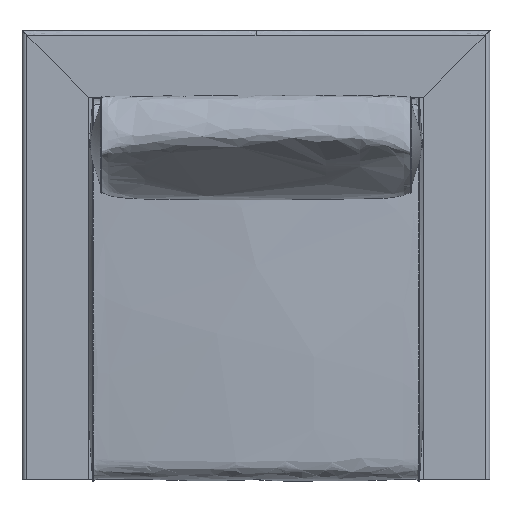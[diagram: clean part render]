
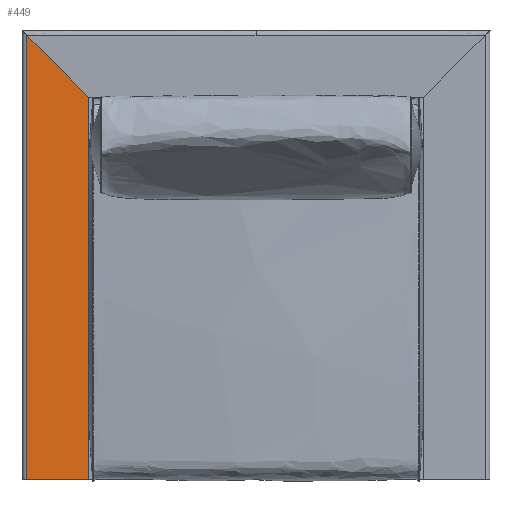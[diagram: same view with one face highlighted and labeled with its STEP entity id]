
A CAD part, top view. The second image highlights one B-rep face of the part: STEP entity #449.
In plain terms, the highlighted planar face has unit normal (0, 0, 1).
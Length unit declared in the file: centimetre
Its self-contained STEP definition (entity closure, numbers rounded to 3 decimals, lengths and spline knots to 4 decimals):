
#449=ADVANCED_FACE('',(#607),#2482,.T.);
#607=FACE_OUTER_BOUND('',#765,.T.);
#765=EDGE_LOOP('',(#1148,#1149,#1150,#1151));
#1148=ORIENTED_EDGE('',*,*,#1671,.F.);
#1149=ORIENTED_EDGE('',*,*,#1669,.T.);
#1150=ORIENTED_EDGE('',*,*,#1680,.F.);
#1151=ORIENTED_EDGE('',*,*,#1673,.F.);
#1669=EDGE_CURVE('',#2288,#2285,#1982,.T.);
#1671=EDGE_CURVE('',#2288,#2290,#1984,.T.);
#1673=EDGE_CURVE('',#2290,#2291,#1985,.T.);
#1680=EDGE_CURVE('',#2291,#2285,#1992,.T.);
#1982=B_SPLINE_CURVE_WITH_KNOTS('',1,(#19282,#19283),.UNSPECIFIED.,.F.,
 .F.,(2,2),(175.2,305.),.UNSPECIFIED.);
#1984=B_SPLINE_CURVE_WITH_KNOTS('',1,(#19286,#19287),.UNSPECIFIED.,.F.,
 .F.,(2,2),(0.,2232.821),.UNSPECIFIED.);
#1985=B_SPLINE_CURVE_WITH_KNOTS('',1,(#19291,#19292),.UNSPECIFIED.,.F.,
 .F.,(2,2),(-205.6348,-73.8557),.UNSPECIFIED.);
#1992=B_SPLINE_CURVE_WITH_KNOTS('',1,(#19335,#19336),.UNSPECIFIED.,.F.,
 .F.,(2,2),(19.1477,95.9824),.UNSPECIFIED.);
#2285=VERTEX_POINT('',#19258);
#2288=VERTEX_POINT('',#19261);
#2290=VERTEX_POINT('',#19263);
#2291=VERTEX_POINT('',#19264);
#2482=PLANE('',#2655);
#2655=AXIS2_PLACEMENT_3D('',#19249,#2804,$);
#2804=DIRECTION('',(0.,0.,1.));
#19249=CARTESIAN_POINT('',(-47.98,99.974,38.775));
#19258=CARTESIAN_POINT('',(-35.,0.,38.775));
#19261=CARTESIAN_POINT('',(-47.98,0.,38.775));
#19263=CARTESIAN_POINT('',(-47.98,93.01,38.775));
#19264=CARTESIAN_POINT('',(-35.,80.03,38.775));
#19282=CARTESIAN_POINT('',(-47.98,0.,38.775));
#19283=CARTESIAN_POINT('',(-35.,0.,38.775));
#19286=CARTESIAN_POINT('',(-47.98,0.,38.775));
#19287=CARTESIAN_POINT('',(-47.98,93.01,38.775));
#19291=CARTESIAN_POINT('',(-47.98,93.01,38.775));
#19292=CARTESIAN_POINT('',(-35.,80.03,38.775));
#19335=CARTESIAN_POINT('',(-35.,80.03,38.775));
#19336=CARTESIAN_POINT('',(-35.,0.,38.775));
